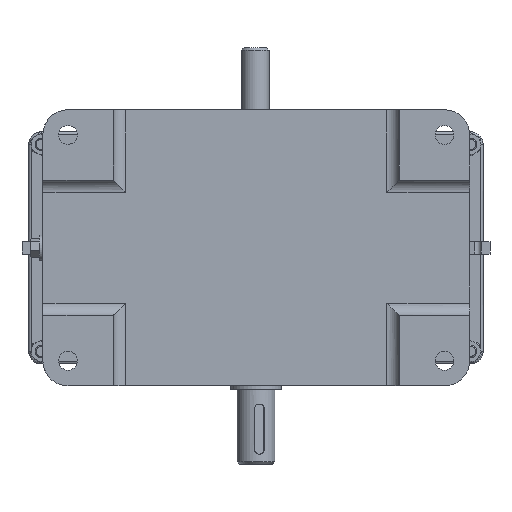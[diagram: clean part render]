
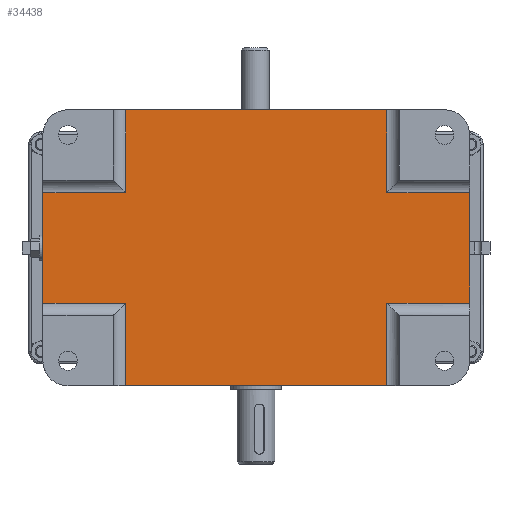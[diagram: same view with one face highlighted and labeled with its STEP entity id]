
A CAD part, front view. The second image highlights one B-rep face of the part: STEP entity #34438.
In plain terms, the highlighted planar face has unit normal (0.002, -1, 0).
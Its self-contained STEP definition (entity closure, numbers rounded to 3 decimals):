
#1870=PLANE('',#38729);
#5160=FACE_OUTER_BOUND('',#7162,.T.);
#7162=EDGE_LOOP('',(#29798,#29799,#29800,#29801,#29802,#29803,#29804,#29805,
#29806,#29807,#29808,#29809));
#8941=LINE('',#64934,#10393);
#9007=LINE('',#65650,#10459);
#9009=LINE('',#65656,#10461);
#9010=LINE('',#65658,#10462);
#9011=LINE('',#65660,#10463);
#9012=LINE('',#65661,#10464);
#9013=LINE('',#65663,#10465);
#9014=LINE('',#65665,#10466);
#9015=LINE('',#65667,#10467);
#9016=LINE('',#65669,#10468);
#9017=LINE('',#65671,#10469);
#9018=LINE('',#65672,#10470);
#10393=VECTOR('',#47576,10.);
#10459=VECTOR('',#47850,10.);
#10461=VECTOR('',#47856,10.);
#10462=VECTOR('',#47857,10.);
#10463=VECTOR('',#47858,10.);
#10464=VECTOR('',#47859,10.);
#10465=VECTOR('',#47860,10.);
#10466=VECTOR('',#47861,10.);
#10467=VECTOR('',#47862,10.);
#10468=VECTOR('',#47863,10.);
#10469=VECTOR('',#47864,10.);
#10470=VECTOR('',#47865,10.);
#15925=VERTEX_POINT('',#64931);
#15926=VERTEX_POINT('',#64933);
#16031=VERTEX_POINT('',#65647);
#16032=VERTEX_POINT('',#65649);
#16034=VERTEX_POINT('',#65655);
#16035=VERTEX_POINT('',#65657);
#16036=VERTEX_POINT('',#65659);
#16037=VERTEX_POINT('',#65662);
#16038=VERTEX_POINT('',#65664);
#16039=VERTEX_POINT('',#65666);
#16040=VERTEX_POINT('',#65668);
#16041=VERTEX_POINT('',#65670);
#20709=EDGE_CURVE('',#15925,#15926,#8941,.T.);
#20860=EDGE_CURVE('',#16031,#16032,#9007,.T.);
#20863=EDGE_CURVE('',#16034,#16031,#9009,.T.);
#20864=EDGE_CURVE('',#16035,#16034,#9010,.T.);
#20865=EDGE_CURVE('',#16036,#16035,#9011,.T.);
#20866=EDGE_CURVE('',#15926,#16036,#9012,.T.);
#20867=EDGE_CURVE('',#16037,#15925,#9013,.T.);
#20868=EDGE_CURVE('',#16038,#16037,#9014,.T.);
#20869=EDGE_CURVE('',#16039,#16038,#9015,.T.);
#20870=EDGE_CURVE('',#16040,#16039,#9016,.T.);
#20871=EDGE_CURVE('',#16041,#16040,#9017,.T.);
#20872=EDGE_CURVE('',#16041,#16032,#9018,.T.);
#29798=ORIENTED_EDGE('',*,*,#20860,.F.);
#29799=ORIENTED_EDGE('',*,*,#20863,.F.);
#29800=ORIENTED_EDGE('',*,*,#20864,.F.);
#29801=ORIENTED_EDGE('',*,*,#20865,.F.);
#29802=ORIENTED_EDGE('',*,*,#20866,.F.);
#29803=ORIENTED_EDGE('',*,*,#20709,.F.);
#29804=ORIENTED_EDGE('',*,*,#20867,.F.);
#29805=ORIENTED_EDGE('',*,*,#20868,.F.);
#29806=ORIENTED_EDGE('',*,*,#20869,.F.);
#29807=ORIENTED_EDGE('',*,*,#20870,.F.);
#29808=ORIENTED_EDGE('',*,*,#20871,.F.);
#29809=ORIENTED_EDGE('',*,*,#20872,.T.);
#34438=ADVANCED_FACE('',(#5160),#1870,.T.);
#38729=AXIS2_PLACEMENT_3D('',#65654,#47854,#47855);
#47576=DIRECTION('',(1.,0.,0.));
#47850=DIRECTION('',(0.,0.,-1.));
#47854=DIRECTION('center_axis',(0.,-1.,0.));
#47855=DIRECTION('ref_axis',(1.,0.,0.));
#47856=DIRECTION('',(-1.,0.,0.));
#47857=DIRECTION('',(0.,0.,-1.));
#47858=DIRECTION('',(1.,0.,0.));
#47859=DIRECTION('',(0.,0.,-1.));
#47860=DIRECTION('',(0.,0.,1.));
#47861=DIRECTION('',(1.,0.,0.));
#47862=DIRECTION('',(0.,0.,1.));
#47863=DIRECTION('',(-1.,0.,0.));
#47864=DIRECTION('',(0.,0.,1.));
#47865=DIRECTION('',(1.,0.,0.));
#64931=CARTESIAN_POINT('',(-44.,10.,340.));
#64933=CARTESIAN_POINT('',(44.,10.,340.));
#64934=CARTESIAN_POINT('',(-54.,10.,340.));
#65647=CARTESIAN_POINT('',(44.,10.,66.));
#65649=CARTESIAN_POINT('',(44.,10.,0.));
#65650=CARTESIAN_POINT('',(44.,10.,0.));
#65654=CARTESIAN_POINT('Origin',(0.,10.,0.));
#65655=CARTESIAN_POINT('',(110.,10.,66.));
#65656=CARTESIAN_POINT('',(55.,10.,66.));
#65657=CARTESIAN_POINT('',(110.,10.,274.));
#65658=CARTESIAN_POINT('',(110.,10.,142.));
#65659=CARTESIAN_POINT('',(44.,10.,274.));
#65660=CARTESIAN_POINT('',(55.,10.,274.));
#65661=CARTESIAN_POINT('',(44.,10.,0.));
#65662=CARTESIAN_POINT('',(-44.,10.,274.));
#65663=CARTESIAN_POINT('',(-44.,10.,0.));
#65664=CARTESIAN_POINT('',(-110.,10.,274.));
#65665=CARTESIAN_POINT('',(55.,10.,274.));
#65666=CARTESIAN_POINT('',(-110.,10.,66.));
#65667=CARTESIAN_POINT('',(-110.,10.,142.));
#65668=CARTESIAN_POINT('',(-44.,10.,66.));
#65669=CARTESIAN_POINT('',(55.,10.,66.));
#65670=CARTESIAN_POINT('',(-44.,10.,0.));
#65671=CARTESIAN_POINT('',(-44.,10.,0.));
#65672=CARTESIAN_POINT('',(-54.,10.,0.));
